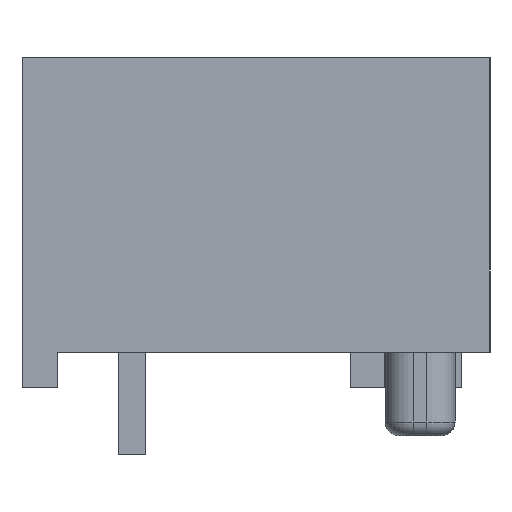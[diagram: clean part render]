
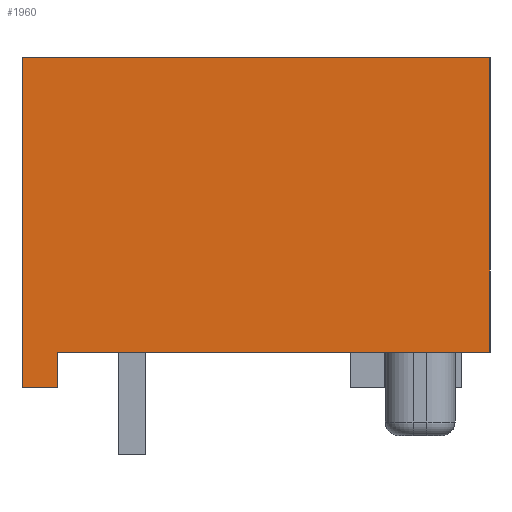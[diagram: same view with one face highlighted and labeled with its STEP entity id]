
A CAD part, left-side view. The second image highlights one B-rep face of the part: STEP entity #1960.
In plain terms, the highlighted planar face has unit normal (-1, 0, 0).
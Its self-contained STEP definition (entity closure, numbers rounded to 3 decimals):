
#182 = VERTEX_POINT('',#183);
#183 = CARTESIAN_POINT('',(-12.5,-1.51,0.648));
#189 = EDGE_CURVE('',#182,#190,#192,.T.);
#190 = VERTEX_POINT('',#191);
#191 = CARTESIAN_POINT('',(-12.5,6.342,0.648));
#192 = LINE('',#193,#194);
#193 = CARTESIAN_POINT('',(-12.5,-1.51,0.648));
#194 = VECTOR('',#195,1.);
#195 = DIRECTION('',(0.,1.,0.));
#1807 = VERTEX_POINT('',#1808);
#1808 = CARTESIAN_POINT('',(-12.5,6.99,0.));
#1814 = EDGE_CURVE('',#1807,#1815,#1817,.T.);
#1815 = VERTEX_POINT('',#1816);
#1816 = CARTESIAN_POINT('',(-12.5,6.99,6.));
#1817 = LINE('',#1818,#1819);
#1818 = CARTESIAN_POINT('',(-12.5,6.99,0.));
#1819 = VECTOR('',#1820,1.);
#1820 = DIRECTION('',(0.,0.,1.));
#1943 = VERTEX_POINT('',#1944);
#1944 = CARTESIAN_POINT('',(-12.5,-1.51,6.));
#1950 = EDGE_CURVE('',#182,#1943,#1951,.T.);
#1951 = LINE('',#1952,#1953);
#1952 = CARTESIAN_POINT('',(-12.5,-1.51,0.));
#1953 = VECTOR('',#1954,1.);
#1954 = DIRECTION('',(0.,0.,1.));
#1960 = ADVANCED_FACE('',(#1961),#1986,.F.);
#1961 = FACE_BOUND('',#1962,.T.);
#1962 = EDGE_LOOP('',(#1963,#1971,#1972,#1973,#1979,#1980));
#1963 = ORIENTED_EDGE('',*,*,#1964,.F.);
#1964 = EDGE_CURVE('',#190,#1965,#1967,.T.);
#1965 = VERTEX_POINT('',#1966);
#1966 = CARTESIAN_POINT('',(-12.5,6.342,0.));
#1967 = LINE('',#1968,#1969);
#1968 = CARTESIAN_POINT('',(-12.5,6.342,0.648));
#1969 = VECTOR('',#1970,1.);
#1970 = DIRECTION('',(0.,0.,-1.));
#1971 = ORIENTED_EDGE('',*,*,#189,.F.);
#1972 = ORIENTED_EDGE('',*,*,#1950,.T.);
#1973 = ORIENTED_EDGE('',*,*,#1974,.F.);
#1974 = EDGE_CURVE('',#1815,#1943,#1975,.T.);
#1975 = LINE('',#1976,#1977);
#1976 = CARTESIAN_POINT('',(-12.5,6.99,6.));
#1977 = VECTOR('',#1978,1.);
#1978 = DIRECTION('',(0.,-1.,0.));
#1979 = ORIENTED_EDGE('',*,*,#1814,.F.);
#1980 = ORIENTED_EDGE('',*,*,#1981,.T.);
#1981 = EDGE_CURVE('',#1807,#1965,#1982,.T.);
#1982 = LINE('',#1983,#1984);
#1983 = CARTESIAN_POINT('',(-12.5,6.99,0.));
#1984 = VECTOR('',#1985,1.);
#1985 = DIRECTION('',(0.,-1.,0.));
#1986 = PLANE('',#1987);
#1987 = AXIS2_PLACEMENT_3D('',#1988,#1989,#1990);
#1988 = CARTESIAN_POINT('',(-12.5,6.99,0.));
#1989 = DIRECTION('',(1.,0.,0.));
#1990 = DIRECTION('',(0.,0.,-1.));
